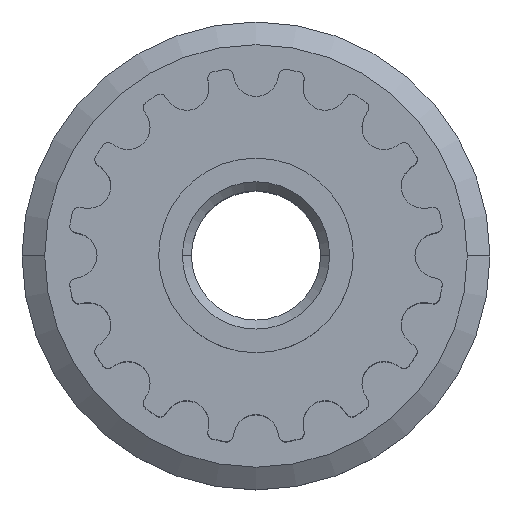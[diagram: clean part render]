
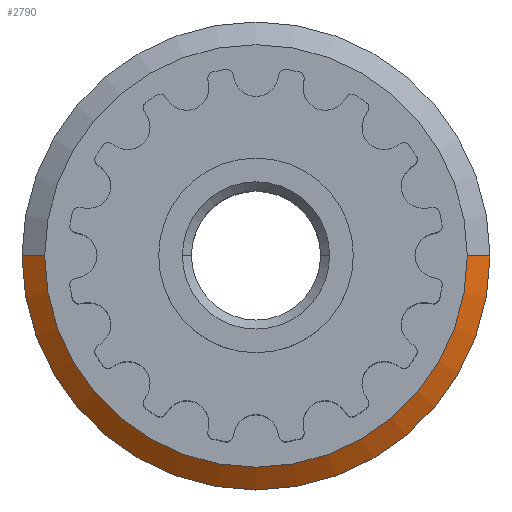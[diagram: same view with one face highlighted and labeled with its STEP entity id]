
A CAD part, top view. The second image highlights one B-rep face of the part: STEP entity #2790.
In plain terms, the highlighted conical face has half-angle 54.039 degrees and reference radius 9.015 mm.
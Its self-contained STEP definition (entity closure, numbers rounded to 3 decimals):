
#100 = LINE ( 'NONE', #1394, #1778 ) ;
#148 = CARTESIAN_POINT ( 'NONE',  ( 9.015, 0., -8.14 ) ) ;
#288 = EDGE_CURVE ( 'NONE', #4106, #2495, #607, .T. ) ;
#291 = DIRECTION ( 'NONE',  ( 1., 0., 0. ) ) ;
#365 = DIRECTION ( 'NONE',  ( -0.809, 0., -0.587 ) ) ;
#488 = ORIENTED_EDGE ( 'NONE', *, *, #3904, .T. ) ;
#492 = EDGE_CURVE ( 'NONE', #835, #2719, #1509, .T. ) ;
#583 = AXIS2_PLACEMENT_3D ( 'NONE', #2160, #2204, #3532 ) ;
#607 = CIRCLE ( 'NONE', #754, 8.14 ) ;
#639 = CARTESIAN_POINT ( 'NONE',  ( 8.14, 0., -7.505 ) ) ;
#754 = AXIS2_PLACEMENT_3D ( 'NONE', #1934, #964, #291 ) ;
#835 = VERTEX_POINT ( 'NONE', #1293 ) ;
#964 = DIRECTION ( 'NONE',  ( 0., 0., 1. ) ) ;
#1123 = DIRECTION ( 'NONE',  ( 1., 0., 0. ) ) ;
#1293 = CARTESIAN_POINT ( 'NONE',  ( -9.015, 0., -8.14 ) ) ;
#1394 = CARTESIAN_POINT ( 'NONE',  ( 9.015, 0., -8.14 ) ) ;
#1493 = EDGE_CURVE ( 'NONE', #2495, #2719, #100, .T. ) ;
#1509 = CIRCLE ( 'NONE', #2706, 9.015 ) ;
#1520 = VECTOR ( 'NONE', #365, 1000. ) ;
#1564 = ORIENTED_EDGE ( 'NONE', *, *, #288, .F. ) ;
#1716 = LINE ( 'NONE', #4043, #1520 ) ;
#1778 = VECTOR ( 'NONE', #4036, 1000. ) ;
#1787 = FACE_OUTER_BOUND ( 'NONE', #2409, .T. ) ;
#1934 = CARTESIAN_POINT ( 'NONE',  ( 0., 0., -7.505 ) ) ;
#2160 = CARTESIAN_POINT ( 'NONE',  ( 0., 0., -8.14 ) ) ;
#2204 = DIRECTION ( 'NONE',  ( 0., 0., -1. ) ) ;
#2409 = EDGE_LOOP ( 'NONE', ( #2630, #1564, #488, #3063 ) ) ;
#2495 = VERTEX_POINT ( 'NONE', #639 ) ;
#2630 = ORIENTED_EDGE ( 'NONE', *, *, #1493, .F. ) ;
#2706 = AXIS2_PLACEMENT_3D ( 'NONE', #4105, #2874, #1123 ) ;
#2719 = VERTEX_POINT ( 'NONE', #148 ) ;
#2751 = CONICAL_SURFACE ( 'NONE', #583, 9.015, 0.943 ) ;
#2790 = ADVANCED_FACE ( 'NONE', ( #1787 ), #2751, .T. ) ;
#2861 = CARTESIAN_POINT ( 'NONE',  ( -8.14, 0., -7.505 ) ) ;
#2874 = DIRECTION ( 'NONE',  ( 0., 0., 1. ) ) ;
#3063 = ORIENTED_EDGE ( 'NONE', *, *, #492, .T. ) ;
#3532 = DIRECTION ( 'NONE',  ( -1., 0., 0. ) ) ;
#3904 = EDGE_CURVE ( 'NONE', #4106, #835, #1716, .T. ) ;
#4036 = DIRECTION ( 'NONE',  ( 0.809, 0., -0.587 ) ) ;
#4043 = CARTESIAN_POINT ( 'NONE',  ( -9.015, 0., -8.14 ) ) ;
#4105 = CARTESIAN_POINT ( 'NONE',  ( 0., 0., -8.14 ) ) ;
#4106 = VERTEX_POINT ( 'NONE', #2861 ) ;
